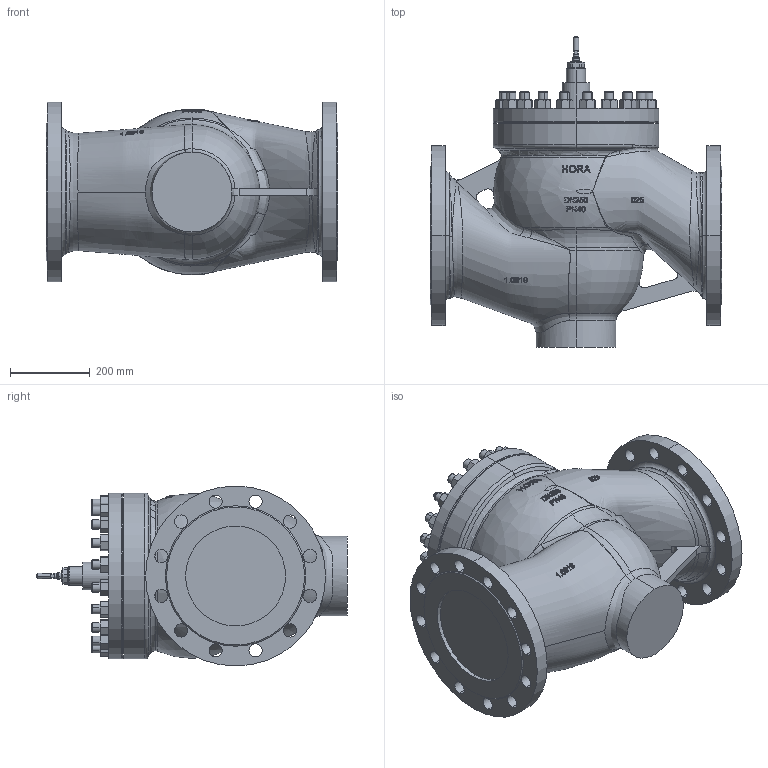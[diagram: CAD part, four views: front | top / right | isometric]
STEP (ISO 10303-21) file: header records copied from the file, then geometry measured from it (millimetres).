
FILE_DESCRIPTION (( 'STEP AP203' ), '1' );
FILE_NAME ('BR240S DN250 XXX PN40 for MC_STEP (Defeature).STEP', '2015-03-09T14:18:22', ( 'HORA' ), ( 'Holter Regelamaturen GmbH & Co. KG' ), 'SwSTEP 2.0', 'SolidWorks 2014', '' );
FILE_SCHEMA (( 'CONFIG_CONTROL_DESIGN' ));
Products named in the file (1): BR240S DN250 XXX PN40 for MC_STEP (Defeature)
Bounding box: 730 x 777 x 450 mm (x, y, z)
Volume: 92584672.6 mm3; surface area: 1981126 mm2
Topology: 1 solids, 1 shells, 1066 faces, 2621 edges, 1643 vertices
Faces by surface type: plane 328, cone 305, bspline 204, cylinder 165, torus 41, sphere 23
Entity records: 314801 total; most frequent: CARTESIAN_POINT 291329, ORIENTED_EDGE 5222, DIRECTION 4263, EDGE_CURVE 2611, AXIS2_PLACEMENT_3D 1807, VERTEX_POINT 1639, EDGE_LOOP 1250, ADVANCED_FACE 1066
